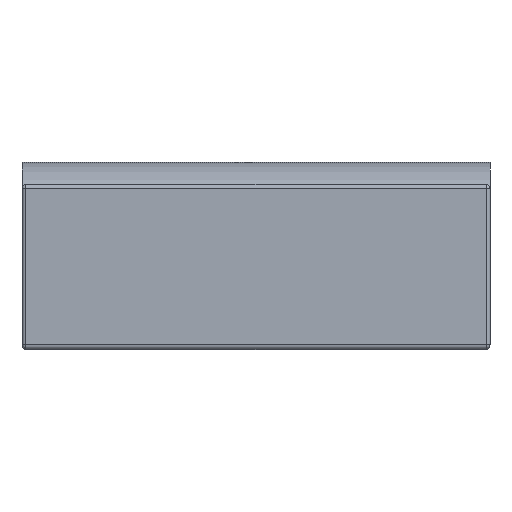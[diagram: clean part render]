
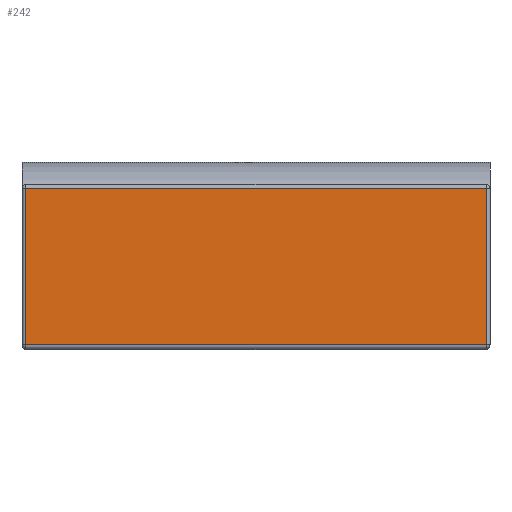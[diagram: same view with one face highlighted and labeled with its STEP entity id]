
A CAD part, front view. The second image highlights one B-rep face of the part: STEP entity #242.
In plain terms, the highlighted planar face has unit normal (0, -1, 0).
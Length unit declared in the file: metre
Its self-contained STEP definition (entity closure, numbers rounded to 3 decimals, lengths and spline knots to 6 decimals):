
#242=ADVANCED_FACE('0:211',(#456),#457,.T.);
#456=FACE_OUTER_BOUND('',#768,.T.);
#457=PLANE('',#769);
#768=EDGE_LOOP('',(#1248,#1249,#1250,#1251));
#769=AXIS2_PLACEMENT_3D('',#1252,#1253,#1254);
#1248=ORIENTED_EDGE('',*,*,#1697,.T.);
#1249=ORIENTED_EDGE('',*,*,#1698,.T.);
#1250=ORIENTED_EDGE('',*,*,#1699,.T.);
#1251=ORIENTED_EDGE('',*,*,#1647,.T.);
#1252=CARTESIAN_POINT('',(0.0,-0.00151,-0.000015));
#1253=DIRECTION('',(0.0,-1.0,0.0));
#1254=DIRECTION('',(0.0,0.0,-1.0));
#1647=EDGE_CURVE('0:274',#1884,#1877,#1888,.T.);
#1697=EDGE_CURVE('0:391',#1877,#1895,#1965,.F.);
#1698=EDGE_CURVE('0:394',#1895,#1966,#1967,.T.);
#1699=EDGE_CURVE('0:397',#1966,#1884,#1968,.T.);
#1877=VERTEX_POINT('',#2205);
#1884=VERTEX_POINT('',#2212);
#1888=LINE('',#2217,#2218);
#1895=VERTEX_POINT('',#2225);
#1965=LINE('',#2333,#2334);
#1966=VERTEX_POINT('',#2335);
#1967=LINE('',#2336,#2337);
#1968=LINE('',#2338,#2339);
#2205=CARTESIAN_POINT('',(-0.00074,-0.00151,0.0005));
#2212=CARTESIAN_POINT('',(0.00074,-0.00151,0.0005));
#2217=CARTESIAN_POINT('',(0.0,-0.00151,0.0005));
#2218=VECTOR('',#2631,1.0);
#2225=CARTESIAN_POINT('',(-0.00074,-0.00151,0.0));
#2333=CARTESIAN_POINT('',(-0.00074,-0.00151,-0.000015));
#2334=VECTOR('',#2689,1.0);
#2335=CARTESIAN_POINT('',(0.00074,-0.00151,0.0));
#2336=CARTESIAN_POINT('',(0.0,-0.00151,0.0));
#2337=VECTOR('',#2690,1.0);
#2338=CARTESIAN_POINT('',(0.00074,-0.00151,-0.000015));
#2339=VECTOR('',#2691,1.0);
#2631=DIRECTION('',(-1.0,0.0,0.0));
#2689=DIRECTION('',(0.0,0.0,1.0));
#2690=DIRECTION('',(1.0,0.0,0.0));
#2691=DIRECTION('',(0.0,0.0,1.0));
